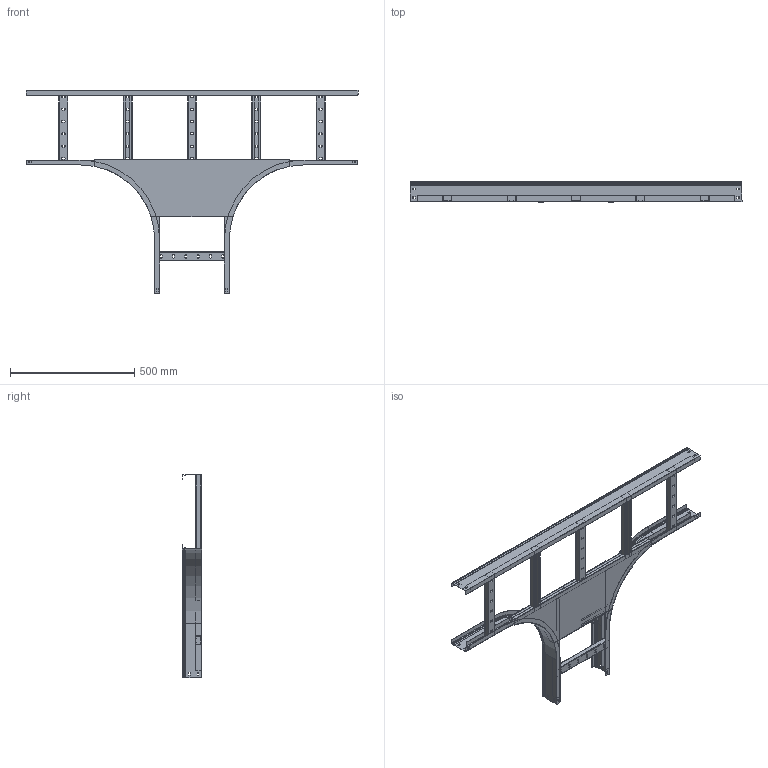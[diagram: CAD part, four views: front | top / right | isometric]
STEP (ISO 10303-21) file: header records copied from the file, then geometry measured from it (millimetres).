
FILE_DESCRIPTION (( 'STEP AP214' ), '1' );
FILE_NAME ('CRT04-4-80x300.STEP', '2021-03-10T06:20:12', ( '' ), ( '' ), 'SwSTEP 2.0', 'SolidWorks 2017', '' );
FILE_SCHEMA (( 'AUTOMOTIVE_DESIGN' ));
Length unit declared in the file: millimetre
Products named in the file (9): ÊÈÂÀ 195.03.01 Ëîíæåðîí ïðÿìîé_00_-06; 岓臍 195.03.10 捘 冓憵_00_-01 (1274x300); CRT04-4-80x300; ÊÈÂÀ 195.01.05 Ï-ïðîôèëü_îòâ_ö_00_668.2; ÊÈÂÀ 195.01.03_Ïëàíêà ïîïåðå÷íàÿ_00_-01; 岓臍 195.01.01_呧翲歑鍙 摳賧禖嶱闅槂鐻00_-01; ÊÈÂÀ 195.03.02_Ïëàñòèíà ñîåäèíèòåëüíàÿ_00_-01 (1274); ÊÈÂÀ 195.03.04 Ï-ïðîôèëü_00_-02 (1274); 岓臍 195.01.20 捘 冓憵_闅槂鐻00_-01 (300)
Assembly tree (18 placements, depth 3):
  CRT04-4-80x300
    岓臍 195.03.10 捘 冓憵_00_-01 (1274x300)
      ÊÈÂÀ 195.03.04 Ï-ïðîôèëü_00_-02 (1274)  x2
      ÊÈÂÀ 195.01.03_Ïëàíêà ïîïåðå÷íàÿ_00_-01  x5
    ÊÈÂÀ 195.03.02_Ïëàñòèíà ñîåäèíèòåëüíàÿ_00_-01 (1274)  x2
    岓臍 195.01.20 捘 冓憵_闅槂鐻00_-01 (300)
      ÊÈÂÀ 195.01.05 Ï-ïðîôèëü_îòâ_ö_00_668.2  x2
      ÊÈÂÀ 195.01.03_Ïëàíêà ïîïåðå÷íàÿ_00_-01  x2
    岓臍 195.01.01_呧翲歑鍙 摳賧禖嶱闅槂鐻00_-01  x2
    ÊÈÂÀ 195.03.01 Ëîíæåðîí ïðÿìîé_00_-06
Bounding box: 1334 x 80.3 x 817 mm (x, y, z)
Volume: 1234898.5 mm3; surface area: 2088180.2 mm2
Topology: 16 solids, 16 shells, 942 faces, 2334 edges, 1424 vertices
Faces by surface type: plane 678, cylinder 244, torus 12, cone 8
Entity records: 10698 total; most frequent: DIRECTION 1794, CARTESIAN_POINT 1791, ORIENTED_EDGE 1756, EDGE_CURVE 878, VECTOR 704, LINE 704, AXIS2_PLACEMENT_3D 545, VERTEX_POINT 542
